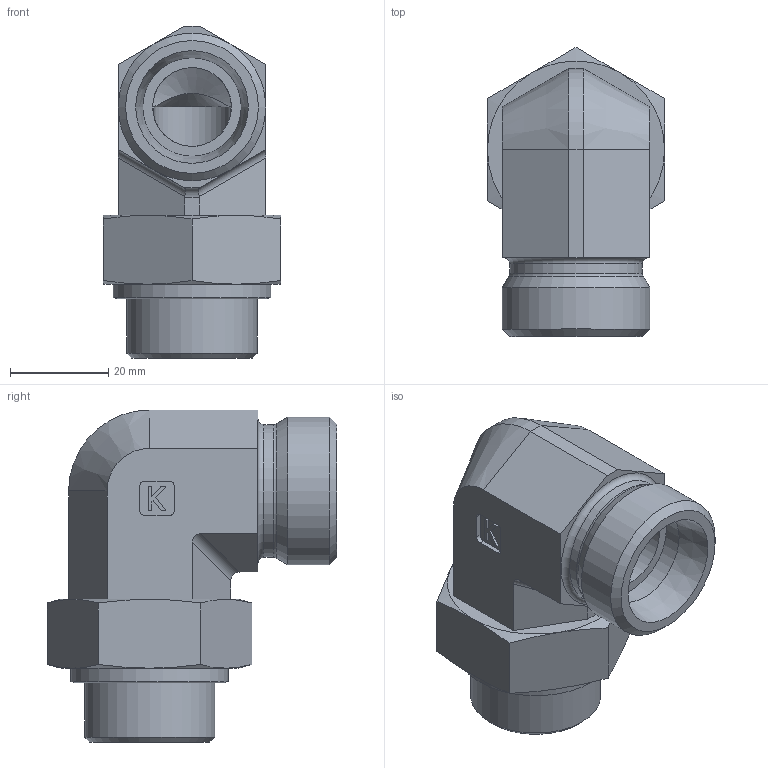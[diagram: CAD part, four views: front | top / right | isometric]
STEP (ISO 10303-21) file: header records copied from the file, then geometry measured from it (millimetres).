
FILE_DESCRIPTION((''),'2;1');
FILE_NAME('67161683020.stp','2015-02-06T14:04:47',(''),('KNOMI spol. s r. o.'),'Autodesk Inventor 2012','Autodesk Inventor 2012','');
FILE_SCHEMA(('AUTOMOTIVE_DESIGN { 1 2 10303 214 0 1 1 1 }'));
Length unit declared in the file: millimetre
Products named in the file (3): ÚPS G3/4"/M30x2 B; 6786206830; 6756168
Assembly tree (2 placements, depth 2):
  ÚPS G3/4"/M30x2 B
    6786206830
    6756168
Bounding box: 36 x 58.78 x 67.45 mm (x, y, z)
Volume: 50578.3 mm3; surface area: 18285.4 mm2
Topology: 2 solids, 2 shells, 92 faces, 221 edges, 139 vertices
Faces by surface type: plane 46, cone 26, cylinder 18, torus 2
Full cylindrical faces by diameter (mm): 15.5 x1, 16 x1, 20 x1, 24.117 x1, 26.44 x1, 27 x3, 30 x1, 32 x1
Entity records: 2645 total; most frequent: CARTESIAN_POINT 519, DIRECTION 418, ORIENTED_EDGE 382, EDGE_CURVE 191, AXIS2_PLACEMENT_3D 158, VERTEX_POINT 131, EDGE_LOOP 124, VECTOR 102
